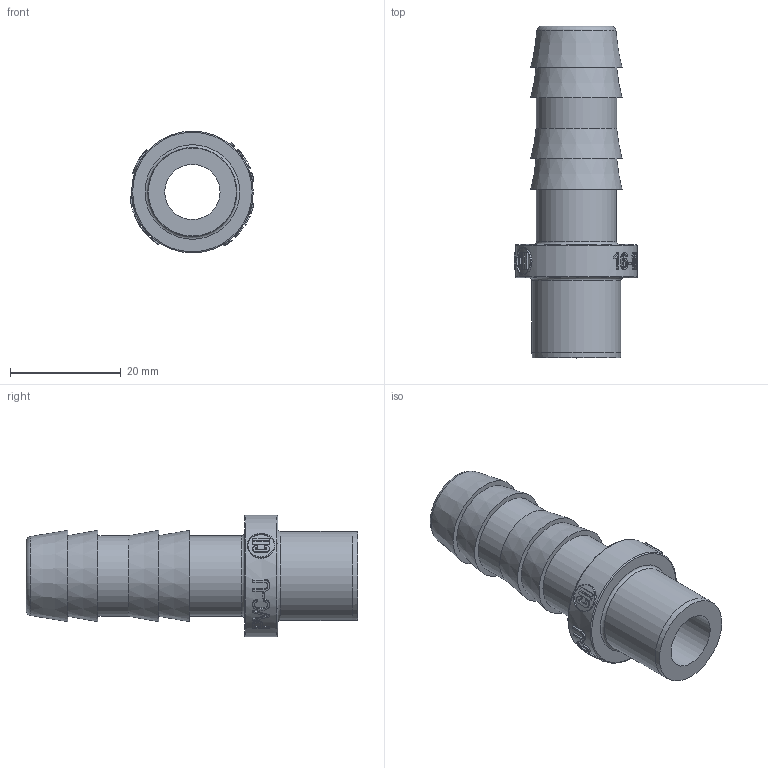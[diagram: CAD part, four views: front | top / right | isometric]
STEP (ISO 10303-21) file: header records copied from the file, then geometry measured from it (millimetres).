
FILE_DESCRIPTION( ( 'Unknown' ), '1' );
FILE_NAME( 'Espiga ø 16-16 Rev.1.stp', 'Unknown', ( 'Unknown' ), ( 'Unknown' ), 'PSStep 16.0.42', 'Unknown', ' ' );
FILE_SCHEMA( ( 'AUTOMOTIVE_DESIGN { 1 0 10303 214 1 1 1 1 }' ) );
Length unit declared in the file: millimetre
Products named in the file (1): 1
Bounding box: 22.41 x 60 x 22 mm (x, y, z)
Volume: 7594.4 mm3; surface area: 5717.4 mm2
Topology: 1 solids, 1 shells, 220 faces, 562 edges, 374 vertices
Faces by surface type: plane 98, extrusion 68, cylinder 44, cone 5, torus 5
Full cylindrical faces by diameter (mm): 4.803 x1, 5.003 x1, 10 x1, 14.5 x1, 14.56 x1, 16.1 x1, 22 x1
Entity records: 9788 total; most frequent: CARTESIAN_POINT 2969, ORIENTED_EDGE 1080, DIRECTION 869, EDGE_CURVE 540, VERTEX_POINT 369, VECTOR 321, AXIS2_PLACEMENT_3D 274, EDGE_LOOP 269
